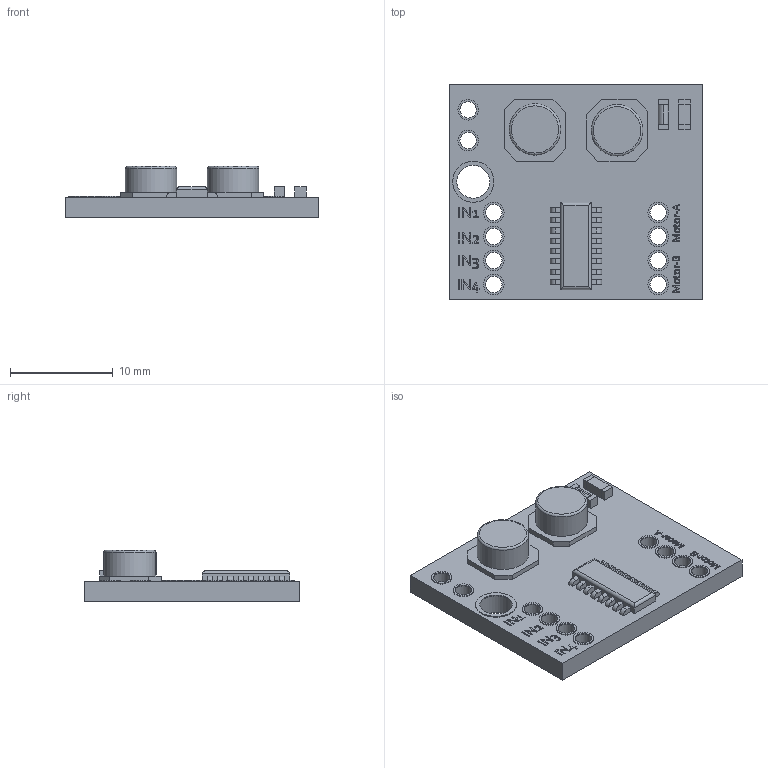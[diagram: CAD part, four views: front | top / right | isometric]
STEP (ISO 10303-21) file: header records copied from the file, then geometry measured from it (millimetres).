
FILE_DESCRIPTION(/* description */ (''),/* implementation_level */ '2;1');
FILE_NAME(/* name */ 'DC Motor Driver .step',/* time_stamp */ '2022-03-06T20:56:13+01:00',/* author */ (''),/* organization */ (''),/* preprocessor_version */ 'ST-DEVELOPER v18.1',/* originating_system */ 'Autodesk Translation Framework v10.13.0.1454',/* authorisation */ '');
FILE_SCHEMA (('AUTOMOTIVE_DESIGN { 1 0 10303 214 3 1 1 }'));
Length unit declared in the file: millimetre
Products named in the file (7): DC Motor Driver; Component1; Component2; Component3; Component4; Component5; Component6
Assembly tree (6 placements, depth 2):
  DC Motor Driver
    Component1
    Component2
    Component3
    Component4
    Component5
    Component6
Bounding box: 24.7 x 21 x 5 mm (x, y, z)
Volume: 1148.2 mm3; surface area: 1578.3 mm2
Topology: 61 solids, 61 shells, 784 faces, 1970 edges, 1312 vertices
Faces by surface type: plane 424, bspline 301, cylinder 57, torus 2
Full cylindrical faces by diameter (mm): 1.6 x20, 2 x10, 3.2 x2, 4 x1, 5 x2
Entity records: 26431 total; most frequent: CARTESIAN_POINT 9196, ORIENTED_EDGE 3940, DIRECTION 2476, EDGE_CURVE 1970, VERTEX_POINT 1312, LINE 1252, VECTOR 1252, EDGE_LOOP 846
